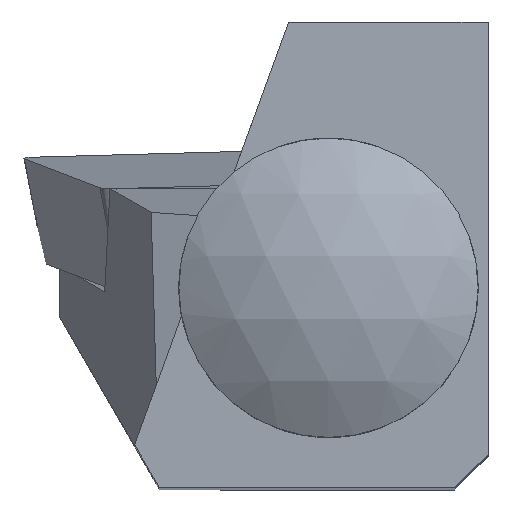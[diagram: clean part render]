
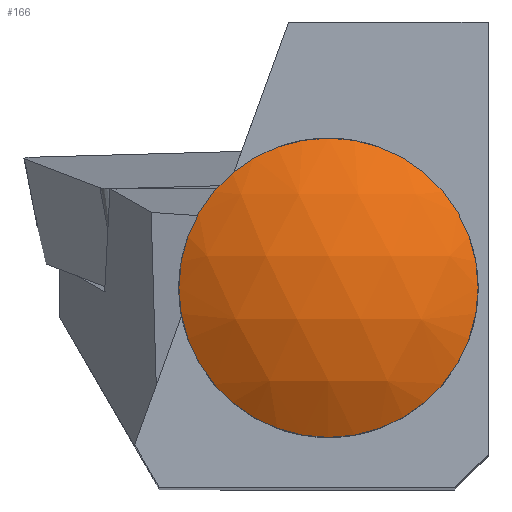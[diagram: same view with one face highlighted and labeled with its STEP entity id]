
A CAD part, top view. The second image highlights one B-rep face of the part: STEP entity #166.
In plain terms, the highlighted spherical face has radius 8 mm.
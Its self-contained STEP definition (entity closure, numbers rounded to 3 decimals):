
#23=SPHERICAL_SURFACE('',#915,8.);
#122=CIRCLE('',#914,4.5);
#166=ADVANCED_FACE('',(#231),#23,.T.);
#231=FACE_OUTER_BOUND('',#277,.T.);
#277=EDGE_LOOP('',(#497));
#497=ORIENTED_EDGE('',*,*,#695,.F.);
#588=VERTEX_POINT('',#1645);
#695=EDGE_CURVE('',#588,#588,#122,.T.);
#914=AXIS2_PLACEMENT_3D('',#1644,#1116,#1117);
#915=AXIS2_PLACEMENT_3D('',#1646,#1118,#1119);
#1116=DIRECTION('',(0.,0.,-1.));
#1117=DIRECTION('',(0.,-1.,0.));
#1118=DIRECTION('',(0.,1.,0.));
#1119=DIRECTION('',(0.,0.,-1.));
#1644=CARTESIAN_POINT('',(-4.8,6.,4.414));
#1645=CARTESIAN_POINT('',(-4.8,1.5,4.414));
#1646=CARTESIAN_POINT('',(-4.8,6.,-2.2));
